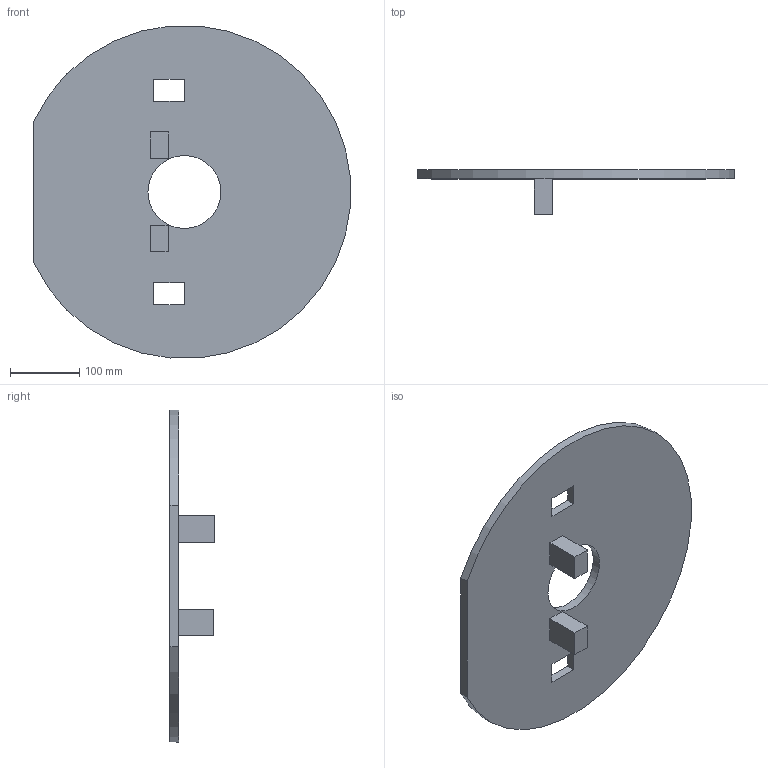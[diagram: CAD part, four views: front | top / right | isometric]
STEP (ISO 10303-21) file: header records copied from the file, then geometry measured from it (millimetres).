
FILE_DESCRIPTION(/* description */ (''),/* implementation_level */ '2;1');
FILE_NAME(/* name */ 'Frame 2 Concept.stp',/* time_stamp */ '2017-06-01T15:14:24-04:00',/* author */ ('anirudh'),/* organization */ (''),/* preprocessor_version */ 'ST-DEVELOPER v16.5',/* originating_system */ 'Autodesk Inventor 2017',/* authorisation */ '');
FILE_SCHEMA (('AUTOMOTIVE_DESIGN { 1 0 10303 214 3 1 1 }'));
Length unit declared in the file: inch
Products named in the file (6): Frame 2 Concept; Frame 2; T200-THRUSTER-BLUEESC-R1; T100-P-BRACKET-R1; Spacer; Arduino-Mega_model_mockup_print
Assembly tree (10 placements, depth 2):
  Frame 2 Concept
    Frame 2
    T200-THRUSTER-BLUEESC-R1  x3
    T100-P-BRACKET-R1  x3
    Spacer  x2
    Arduino-Mega_model_mockup_print
Bounding box: 456.29 x 63.8 x 478.25 mm (x, y, z)
Volume: 2210835.4 mm3; surface area: 376579.4 mm2
Topology: 3 solids, 3 shells, 25 faces, 57 edges, 38 vertices
Faces by surface type: plane 23, cylinder 2
Full cylindrical faces by diameter (mm): 105 x1
Entity records: 788 total; most frequent: DIRECTION 118, CARTESIAN_POINT 109, ORIENTED_EDGE 88, EDGE_CURVE 44, LINE 40, VECTOR 40, AXIS2_PLACEMENT_3D 39, VERTEX_POINT 30
